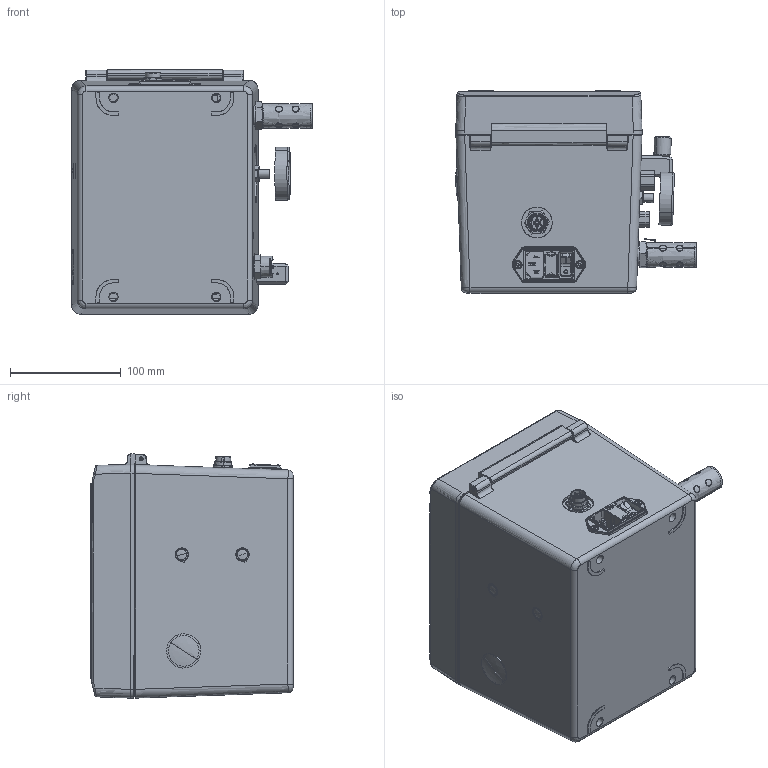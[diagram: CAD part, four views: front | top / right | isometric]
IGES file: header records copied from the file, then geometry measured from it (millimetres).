
Start section: SolidWorks IGES file using analytic representation for surfaces
Global section: file name: Sentinel C28 3D Part Test.IGS; native system: SolidWorks 2013; preprocessor: SolidWorks 2013; author: tbeischel; date: 140113.152920; units: inch
Bounding box: 217.51 x 184.36 x 220.89 mm (x, y, z)
Surface area: 319666.7 mm2 (no closed solid volume)
Topology: 0 solids, 0 shells, 1332 faces, 20328 edges, 20321 vertices
Faces by surface type: bspline 764, revolution 568
